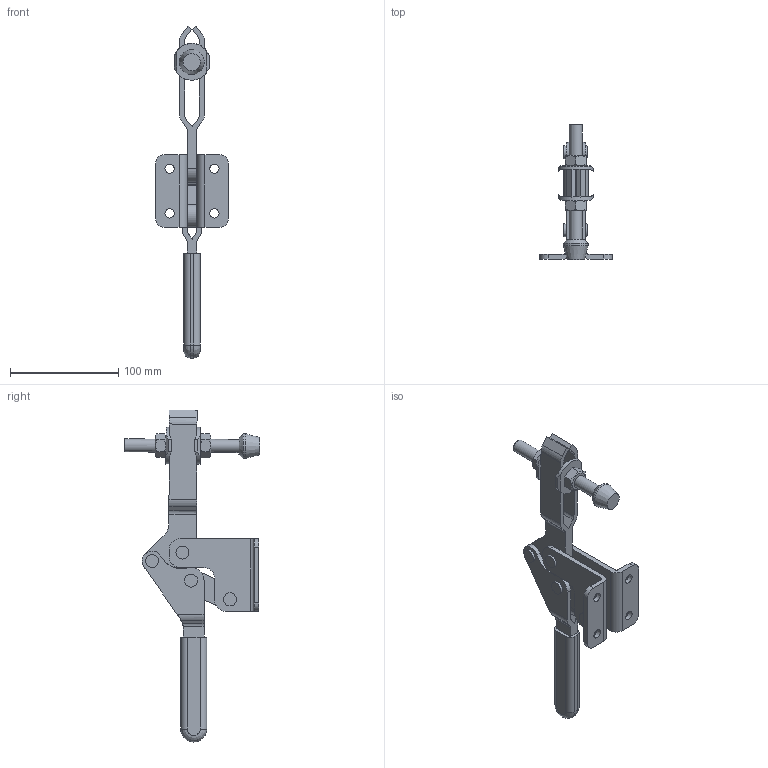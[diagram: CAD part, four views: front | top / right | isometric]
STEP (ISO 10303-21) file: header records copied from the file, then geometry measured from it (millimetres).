
FILE_DESCRIPTION((''),'2;1');
FILE_NAME('TD_2_45_U_TUENKERS.stp','2011-01-31T15:46:03',('huberm'),(''),'Autodesk Inventor 2010','Autodesk Inventor 2010','');
FILE_SCHEMA(('AUTOMOTIVE_DESIGN { 1 0 10303 214 1 1 1 1 }'));
Length unit declared in the file: millimetre
Products named in the file (1): TD_2_45_U_TUENKERS
Bounding box: 67 x 125.07 x 306.91 mm (x, y, z)
Volume: 177614.5 mm3; surface area: 64931.2 mm2
Topology: 1 solids, 1 shells, 197 faces, 532 edges, 341 vertices
Faces by surface type: plane 98, cylinder 61, bspline 27, cone 7, torus 4
Full cylindrical faces by diameter (mm): 8.5 x2, 12 x7, 12.5 x2, 23 x1
Entity records: 6490 total; most frequent: CARTESIAN_POINT 1357, DIRECTION 1020, ORIENTED_EDGE 1010, EDGE_CURVE 505, AXIS2_PLACEMENT_3D 372, VERTEX_POINT 339, VECTOR 276, LINE 276
